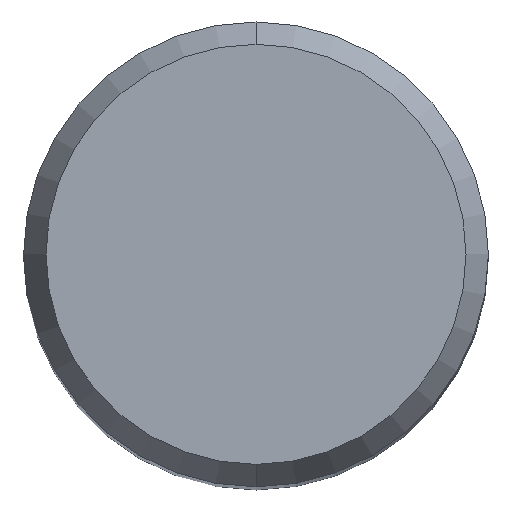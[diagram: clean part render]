
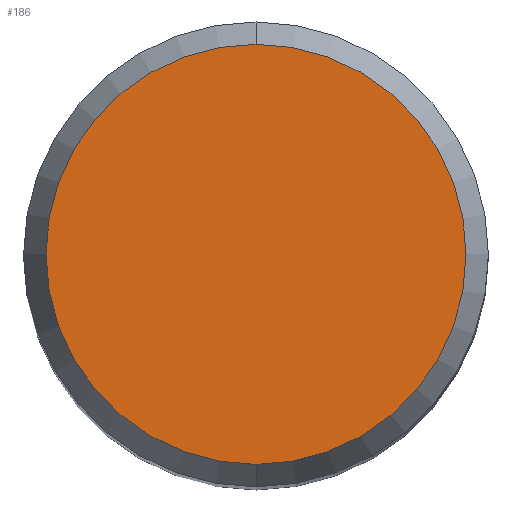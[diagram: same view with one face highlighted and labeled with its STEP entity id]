
A CAD part, top view. The second image highlights one B-rep face of the part: STEP entity #186.
In plain terms, the highlighted planar face has unit normal (0, 0, 1).
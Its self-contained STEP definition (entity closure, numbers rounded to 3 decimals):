
#138=VERTEX_POINT('',#278);
#144=EDGE_CURVE('',#138,#150,#285,.T.);
#150=VERTEX_POINT('',#291);
#186=ADVANCED_FACE('',(#334),#335,.T.);
#188=EDGE_CURVE('',#150,#138,#337,.T.);
#278=CARTESIAN_POINT('',(0.,-4.304,0.01));
#285=CIRCLE('',#446,4.304);
#291=CARTESIAN_POINT('',(0.0,4.304,0.01));
#334=FACE_OUTER_BOUND('',#506,.T.);
#335=PLANE('',#507);
#337=CIRCLE('',#510,4.304);
#446=AXIS2_PLACEMENT_3D('',#598,#599,#600);
#506=EDGE_LOOP('',(#668,#669));
#507=AXIS2_PLACEMENT_3D('',#670,#671,#672);
#510=AXIS2_PLACEMENT_3D('',#673,#674,#675);
#598=CARTESIAN_POINT('',(0.0,0.0,0.01));
#599=DIRECTION('',(0.0,0.0,-1.0));
#600=DIRECTION('',(0.0,1.0,0.0));
#668=ORIENTED_EDGE('',*,*,#188,.F.);
#669=ORIENTED_EDGE('',*,*,#144,.F.);
#670=CARTESIAN_POINT('',(0.0,2.152,0.01));
#671=DIRECTION('',(-0.0,0.0,1.0));
#672=DIRECTION('',(0.0,-1.0,0.0));
#673=CARTESIAN_POINT('',(0.0,0.0,0.01));
#674=DIRECTION('',(0.0,0.0,-1.0));
#675=DIRECTION('',(0.0,1.0,0.0));
